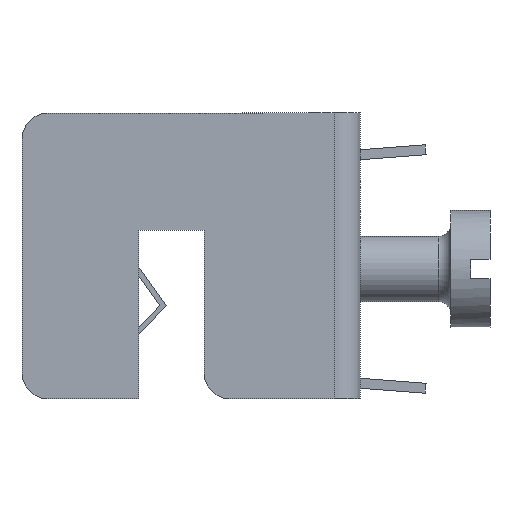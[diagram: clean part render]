
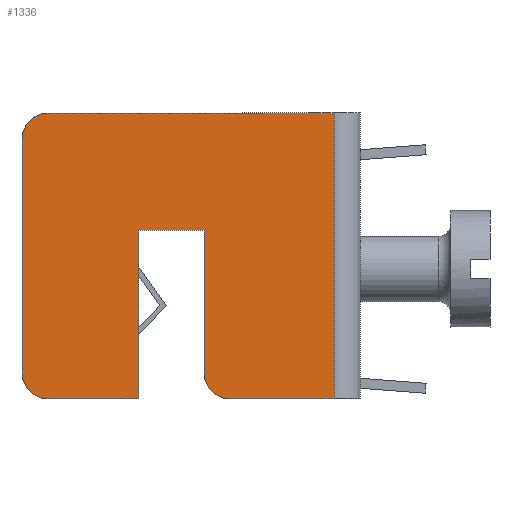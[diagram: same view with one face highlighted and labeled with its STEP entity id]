
A CAD part, left-side view. The second image highlights one B-rep face of the part: STEP entity #1336.
In plain terms, the highlighted planar face has unit normal (-1, 0, 0).
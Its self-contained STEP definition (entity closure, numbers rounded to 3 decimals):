
#56=CIRCLE('',#1451,2.);
#57=CIRCLE('',#1452,2.);
#58=CIRCLE('',#1453,2.);
#129=ORIENTED_EDGE('',*,*,#519,.F.);
#130=ORIENTED_EDGE('',*,*,#520,.F.);
#131=ORIENTED_EDGE('',*,*,#521,.F.);
#132=ORIENTED_EDGE('',*,*,#522,.F.);
#133=ORIENTED_EDGE('',*,*,#523,.F.);
#134=ORIENTED_EDGE('',*,*,#524,.F.);
#135=ORIENTED_EDGE('',*,*,#525,.T.);
#136=ORIENTED_EDGE('',*,*,#526,.T.);
#137=ORIENTED_EDGE('',*,*,#527,.F.);
#138=ORIENTED_EDGE('',*,*,#528,.F.);
#139=ORIENTED_EDGE('',*,*,#529,.F.);
#519=EDGE_CURVE('',#714,#715,#837,.T.);
#520=EDGE_CURVE('',#716,#714,#838,.T.);
#521=EDGE_CURVE('',#717,#716,#839,.T.);
#522=EDGE_CURVE('',#718,#717,#840,.T.);
#523=EDGE_CURVE('',#719,#718,#56,.T.);
#524=EDGE_CURVE('',#720,#719,#841,.T.);
#525=EDGE_CURVE('',#720,#721,#842,.T.);
#526=EDGE_CURVE('',#721,#722,#843,.T.);
#527=EDGE_CURVE('',#723,#722,#57,.T.);
#528=EDGE_CURVE('',#724,#723,#844,.T.);
#529=EDGE_CURVE('',#715,#724,#58,.T.);
#714=VERTEX_POINT('',#2024);
#715=VERTEX_POINT('',#2025);
#716=VERTEX_POINT('',#2027);
#717=VERTEX_POINT('',#2029);
#718=VERTEX_POINT('',#2031);
#719=VERTEX_POINT('',#2033);
#720=VERTEX_POINT('',#2035);
#721=VERTEX_POINT('',#2037);
#722=VERTEX_POINT('',#2039);
#723=VERTEX_POINT('',#2041);
#724=VERTEX_POINT('',#2043);
#837=LINE('',#2023,#1003);
#838=LINE('',#2026,#1004);
#839=LINE('',#2028,#1005);
#840=LINE('',#2030,#1006);
#841=LINE('',#2034,#1007);
#842=LINE('',#2036,#1008);
#843=LINE('',#2038,#1009);
#844=LINE('',#2042,#1010);
#1003=VECTOR('',#1609,1000.);
#1004=VECTOR('',#1610,1000.);
#1005=VECTOR('',#1611,1000.);
#1006=VECTOR('',#1612,1000.);
#1007=VECTOR('',#1615,1000.);
#1008=VECTOR('',#1616,1000.);
#1009=VECTOR('',#1617,1000.);
#1010=VECTOR('',#1620,1000.);
#1127=EDGE_LOOP('',(#129,#130,#131,#132,#133,#134,#135,#136,#137,#138,#139));
#1203=FACE_BOUND('',#1127,.T.);
#1279=PLANE('',#1450);
#1336=ADVANCED_FACE('',(#1203),#1279,.F.);
#1450=AXIS2_PLACEMENT_3D('',#2022,#1607,#1608);
#1451=AXIS2_PLACEMENT_3D('',#2032,#1613,#1614);
#1452=AXIS2_PLACEMENT_3D('',#2040,#1618,#1619);
#1453=AXIS2_PLACEMENT_3D('',#2044,#1621,#1622);
#1607=DIRECTION('',(1.,0.,0.));
#1608=DIRECTION('',(0.,0.,-1.));
#1609=DIRECTION('',(0.,0.,-1.));
#1610=DIRECTION('',(0.,-1.,0.));
#1611=DIRECTION('',(0.,0.,-1.));
#1612=DIRECTION('',(0.,1.,0.));
#1613=DIRECTION('',(1.,0.,0.));
#1614=DIRECTION('',(0.,1.,0.));
#1615=DIRECTION('',(0.,0.,-1.));
#1616=DIRECTION('',(0.,1.,0.));
#1617=DIRECTION('',(0.,0.,-1.));
#1618=DIRECTION('',(1.,0.,0.));
#1619=DIRECTION('',(0.,1.,0.));
#1620=DIRECTION('',(0.,1.,0.));
#1621=DIRECTION('',(1.,0.,0.));
#1622=DIRECTION('',(0.,1.,0.));
#2022=CARTESIAN_POINT('',(-6.,-22.,-2.));
#2023=CARTESIAN_POINT('',(-6.,-22.,-2.));
#2024=CARTESIAN_POINT('',(-6.,-22.,-17.));
#2025=CARTESIAN_POINT('',(-6.,-22.,-24.));
#2026=CARTESIAN_POINT('',(-6.,-9.,-17.));
#2027=CARTESIAN_POINT('',(-6.,-9.,-17.));
#2028=CARTESIAN_POINT('',(-6.,-9.,-12.));
#2029=CARTESIAN_POINT('',(-6.,-9.,-12.));
#2030=CARTESIAN_POINT('',(-6.,-20.,-12.));
#2031=CARTESIAN_POINT('',(-6.,-20.,-12.));
#2032=CARTESIAN_POINT('',(-6.,-20.,-10.));
#2033=CARTESIAN_POINT('',(-6.,-22.,-10.));
#2034=CARTESIAN_POINT('',(-6.,-22.,-2.));
#2035=CARTESIAN_POINT('',(-6.,-22.,-2.));
#2036=CARTESIAN_POINT('',(-6.,-22.,-2.));
#2037=CARTESIAN_POINT('',(-6.,0.,-2.));
#2038=CARTESIAN_POINT('',(-6.,0.,-2.));
#2039=CARTESIAN_POINT('',(-6.,0.,-24.));
#2040=CARTESIAN_POINT('',(-6.,-2.,-24.));
#2041=CARTESIAN_POINT('',(-6.,-2.,-26.));
#2042=CARTESIAN_POINT('',(-6.,-22.,-26.));
#2043=CARTESIAN_POINT('',(-6.,-20.,-26.));
#2044=CARTESIAN_POINT('',(-6.,-20.,-24.));
